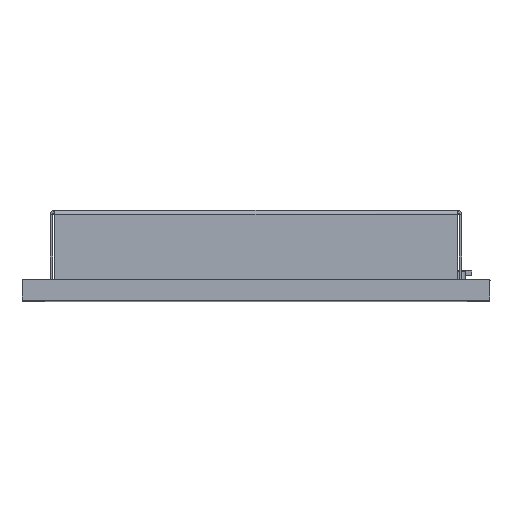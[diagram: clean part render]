
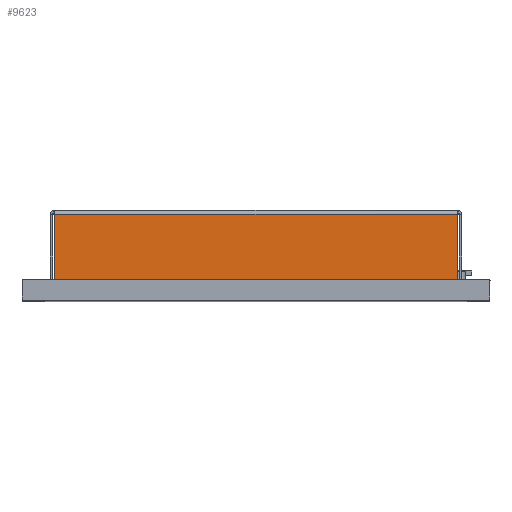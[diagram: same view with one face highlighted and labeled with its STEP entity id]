
A CAD part, top view. The second image highlights one B-rep face of the part: STEP entity #9623.
In plain terms, the highlighted planar face has unit normal (0, 0, 1).
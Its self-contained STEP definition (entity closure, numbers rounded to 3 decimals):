
#1827 = CARTESIAN_POINT ( 'NONE',  ( -7.92, 0.8, 15.13 ) ) ;
#2935 = CARTESIAN_POINT ( 'NONE',  ( -7.749, 0.8, 15.13 ) ) ;
#3391 = VERTEX_POINT ( 'NONE', #21962 ) ;
#4987 = DIRECTION ( 'NONE',  ( 0., -1., 0. ) ) ;
#5578 = CARTESIAN_POINT ( 'NONE',  ( 0., 3.3, 15.13 ) ) ;
#5814 = LINE ( 'NONE', #21891, #17951 ) ;
#7915 = ORIENTED_EDGE ( 'NONE', *, *, #9333, .T. ) ;
#8084 = DIRECTION ( 'NONE',  ( 0., 1., 0. ) ) ;
#9333 = EDGE_CURVE ( 'NONE', #3391, #16621, #5814, .T. ) ;
#9623 = ADVANCED_FACE ( 'NONE', ( #19249 ), #11093, .T. ) ;
#9643 = VERTEX_POINT ( 'NONE', #2935 ) ;
#10956 = CARTESIAN_POINT ( 'NONE',  ( 0., 0., 15.13 ) ) ;
#11093 = PLANE ( 'NONE',  #21515 ) ;
#11820 = LINE ( 'NONE', #5578, #13413 ) ;
#12056 = DIRECTION ( 'NONE',  ( 0., 1., 0. ) ) ;
#13413 = VECTOR ( 'NONE', #15746, 1000. ) ;
#14653 = EDGE_CURVE ( 'NONE', #9643, #23081, #18547, .T. ) ;
#14727 = EDGE_LOOP ( 'NONE', ( #22751, #21224, #7915, #15862 ) ) ;
#15746 = DIRECTION ( 'NONE',  ( -1., 0., 0. ) ) ;
#15862 = ORIENTED_EDGE ( 'NONE', *, *, #23184, .T. ) ;
#16090 = VECTOR ( 'NONE', #26845, 1000. ) ;
#16621 = VERTEX_POINT ( 'NONE', #26518 ) ;
#17951 = VECTOR ( 'NONE', #12056, 1000. ) ;
#18281 = CARTESIAN_POINT ( 'NONE',  ( -7.749, 3.35, 15.13 ) ) ;
#18547 = LINE ( 'NONE', #18281, #21847 ) ;
#18902 = CARTESIAN_POINT ( 'NONE',  ( -7.749, 3.3, 15.13 ) ) ;
#19249 = FACE_OUTER_BOUND ( 'NONE', #14727, .T. ) ;
#19531 = DIRECTION ( 'NONE',  ( 0., 0., 1. ) ) ;
#21224 = ORIENTED_EDGE ( 'NONE', *, *, #25456, .F. ) ;
#21515 = AXIS2_PLACEMENT_3D ( 'NONE', #10956, #19531, #4987 ) ;
#21847 = VECTOR ( 'NONE', #8084, 1000. ) ;
#21891 = CARTESIAN_POINT ( 'NONE',  ( 7.749, 0., 15.13 ) ) ;
#21896 = LINE ( 'NONE', #1827, #16090 ) ;
#21962 = CARTESIAN_POINT ( 'NONE',  ( 7.749, 0.8, 15.13 ) ) ;
#22751 = ORIENTED_EDGE ( 'NONE', *, *, #14653, .F. ) ;
#23081 = VERTEX_POINT ( 'NONE', #18902 ) ;
#23184 = EDGE_CURVE ( 'NONE', #16621, #23081, #11820, .T. ) ;
#25456 = EDGE_CURVE ( 'NONE', #3391, #9643, #21896, .T. ) ;
#26518 = CARTESIAN_POINT ( 'NONE',  ( 7.749, 3.3, 15.13 ) ) ;
#26845 = DIRECTION ( 'NONE',  ( -1., 0., 0. ) ) ;
